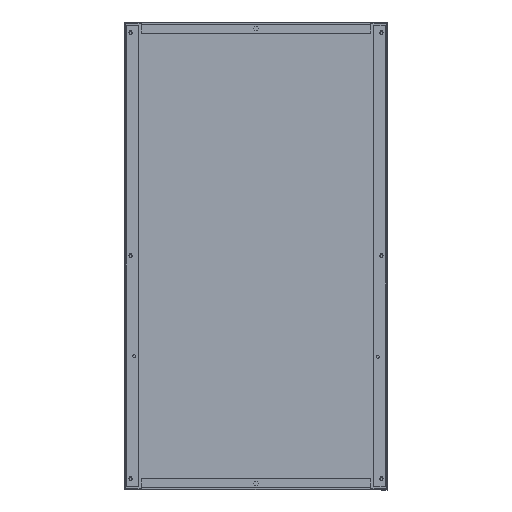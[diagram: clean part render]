
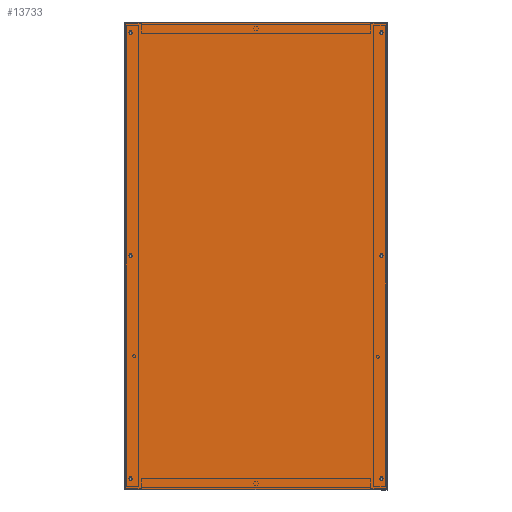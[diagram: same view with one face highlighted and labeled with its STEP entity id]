
A CAD part, top view. The second image highlights one B-rep face of the part: STEP entity #13733.
In plain terms, the highlighted planar face has unit normal (0, 0, 1).
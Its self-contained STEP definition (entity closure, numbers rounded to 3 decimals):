
#13733=ADVANCED_FACE('',(#28210,#28212,#28214,#28216,#28218,#28220,#28222),#28224,
.T.);
#28210=FACE_BOUND('',#28211,.T.);
#28211=EDGE_LOOP('',(#36788,#36789,#36790,#36791,#36792,#36793,#36794,#36795));
#28212=FACE_BOUND('',#28213,.T.);
#28213=EDGE_LOOP('',(#36796));
#28214=FACE_BOUND('',#28215,.T.);
#28215=EDGE_LOOP('',(#36797));
#28216=FACE_BOUND('',#28217,.T.);
#28217=EDGE_LOOP('',(#36798));
#28218=FACE_BOUND('',#28219,.T.);
#28219=EDGE_LOOP('',(#36799));
#28220=FACE_BOUND('',#28221,.T.);
#28221=EDGE_LOOP('',(#36800));
#28222=FACE_BOUND('',#28223,.T.);
#28223=EDGE_LOOP('',(#36801));
#28224=PLANE('',#28225);
#28225=AXIS2_PLACEMENT_3D('',#28226,#28227,#28228);
#28226=CARTESIAN_POINT('',(3193.528,2885.996,0.));
#28227=DIRECTION('',(0.,0.,1.));
#28228=DIRECTION('',(1.,0.,0.));
#36788=ORIENTED_EDGE('',*,*,#41097,.T.);
#36789=ORIENTED_EDGE('',*,*,#41098,.T.);
#36790=ORIENTED_EDGE('',*,*,#41099,.T.);
#36791=ORIENTED_EDGE('',*,*,#41100,.T.);
#36792=ORIENTED_EDGE('',*,*,#41101,.T.);
#36793=ORIENTED_EDGE('',*,*,#41102,.F.);
#36794=ORIENTED_EDGE('',*,*,#41103,.T.);
#36795=ORIENTED_EDGE('',*,*,#41104,.F.);
#36796=ORIENTED_EDGE('',*,*,#41085,.F.);
#36797=ORIENTED_EDGE('',*,*,#41087,.F.);
#36798=ORIENTED_EDGE('',*,*,#41089,.F.);
#36799=ORIENTED_EDGE('',*,*,#41091,.F.);
#36800=ORIENTED_EDGE('',*,*,#41093,.F.);
#36801=ORIENTED_EDGE('',*,*,#41095,.F.);
#41085=EDGE_CURVE('',#47588,#47588,#47589,.T.);
#41087=EDGE_CURVE('',#47592,#47592,#47593,.T.);
#41089=EDGE_CURVE('',#47596,#47596,#47597,.T.);
#41091=EDGE_CURVE('',#47600,#47600,#47601,.T.);
#41093=EDGE_CURVE('',#47604,#47604,#47605,.T.);
#41095=EDGE_CURVE('',#47608,#47608,#47609,.T.);
#41097=EDGE_CURVE('',#47612,#47613,#47614,.T.);
#41098=EDGE_CURVE('',#47613,#47615,#47616,.T.);
#41099=EDGE_CURVE('',#47615,#47617,#47618,.T.);
#41100=EDGE_CURVE('',#47617,#47619,#47620,.T.);
#41101=EDGE_CURVE('',#47619,#47621,#47622,.T.);
#41102=EDGE_CURVE('',#47623,#47621,#47624,.T.);
#41103=EDGE_CURVE('',#47623,#47625,#47626,.T.);
#41104=EDGE_CURVE('',#47612,#47625,#47627,.T.);
#47588=VERTEX_POINT('',#65860);
#47589=CIRCLE('',#65861,2.25);
#47592=VERTEX_POINT('',#65870);
#47593=CIRCLE('',#65871,2.25);
#47596=VERTEX_POINT('',#65880);
#47597=CIRCLE('',#65881,2.25);
#47600=VERTEX_POINT('',#65890);
#47601=CIRCLE('',#65891,2.25);
#47604=VERTEX_POINT('',#65900);
#47605=CIRCLE('',#65901,2.25);
#47608=VERTEX_POINT('',#65910);
#47609=CIRCLE('',#65911,2.25);
#47612=VERTEX_POINT('',#65920);
#47613=VERTEX_POINT('',#65921);
#47614=CIRCLE('',#65922,1.5);
#47615=VERTEX_POINT('',#65926);
#47616=LINE('',#65927,#65928);
#47617=VERTEX_POINT('',#65930);
#47618=CIRCLE('',#65931,1.5);
#47619=VERTEX_POINT('',#65935);
#47620=LINE('',#65936,#65937);
#47621=VERTEX_POINT('',#65939);
#47622=CIRCLE('',#65940,1.5);
#47623=VERTEX_POINT('',#65944);
#47624=LINE('',#65945,#65946);
#47625=VERTEX_POINT('',#65948);
#47626=CIRCLE('',#65949,1.5);
#47627=LINE('',#65953,#65954);
#65860=CARTESIAN_POINT('',(3591.492,2526.261,0.));
#65861=AXIS2_PLACEMENT_3D('',#65862,#65863,#65864);
#65862=CARTESIAN_POINT('',(3589.242,2526.261,0.));
#65863=DIRECTION('',(0.,0.,1.));
#65864=DIRECTION('',(-1.,0.,0.));
#65870=CARTESIAN_POINT('',(3205.012,2526.261,0.));
#65871=AXIS2_PLACEMENT_3D('',#65872,#65873,#65874);
#65872=CARTESIAN_POINT('',(3202.762,2526.261,0.));
#65873=DIRECTION('',(0.,0.,1.));
#65874=DIRECTION('',(-1.,0.,0.));
#65880=CARTESIAN_POINT('',(3205.012,2182.5,0.));
#65881=AXIS2_PLACEMENT_3D('',#65882,#65883,#65884);
#65882=CARTESIAN_POINT('',(3202.762,2182.5,0.));
#65883=DIRECTION('',(0.,0.,1.));
#65884=DIRECTION('',(-1.,0.,0.));
#65890=CARTESIAN_POINT('',(3591.492,2182.5,0.));
#65891=AXIS2_PLACEMENT_3D('',#65892,#65893,#65894);
#65892=CARTESIAN_POINT('',(3589.242,2182.5,0.));
#65893=DIRECTION('',(0.,0.,1.));
#65894=DIRECTION('',(-1.,0.,0.));
#65900=CARTESIAN_POINT('',(3591.492,2870.022,0.));
#65901=AXIS2_PLACEMENT_3D('',#65902,#65903,#65904);
#65902=CARTESIAN_POINT('',(3589.242,2870.022,0.));
#65903=DIRECTION('',(0.,0.,1.));
#65904=DIRECTION('',(-1.,0.,0.));
#65910=CARTESIAN_POINT('',(3205.012,2870.022,0.));
#65911=AXIS2_PLACEMENT_3D('',#65912,#65913,#65914);
#65912=CARTESIAN_POINT('',(3202.762,2870.022,0.));
#65913=DIRECTION('',(0.,0.,1.));
#65914=DIRECTION('',(-1.,0.,0.));
#65920=CARTESIAN_POINT('',(3194.938,2885.486,0.));
#65921=CARTESIAN_POINT('',(3194.117,2884.617,0.));
#65922=AXIS2_PLACEMENT_3D('',#65923,#65924,#65925);
#65923=CARTESIAN_POINT('',(3193.528,2885.996,0.));
#65924=DIRECTION('',(0.,0.,-1.));
#65925=DIRECTION('',(0.94,-0.34,0.));
#65926=CARTESIAN_POINT('',(3194.117,2167.906,0.));
#65927=CARTESIAN_POINT('',(3194.117,2884.617,0.));
#65928=VECTOR('',#65929,1.);
#65929=DIRECTION('',(0.,-1.,0.));
#65930=CARTESIAN_POINT('',(3194.938,2167.037,0.));
#65931=AXIS2_PLACEMENT_3D('',#65932,#65933,#65934);
#65932=CARTESIAN_POINT('',(3193.528,2166.526,0.));
#65933=DIRECTION('',(0.,0.,-1.));
#65934=DIRECTION('',(0.393,0.92,0.));
#65935=CARTESIAN_POINT('',(3597.065,2167.037,0.));
#65936=CARTESIAN_POINT('',(3194.938,2167.037,0.));
#65937=VECTOR('',#65938,1.);
#65938=DIRECTION('',(1.,0.,0.));
#65939=CARTESIAN_POINT('',(3597.887,2167.906,0.));
#65940=AXIS2_PLACEMENT_3D('',#65941,#65942,#65943);
#65941=CARTESIAN_POINT('',(3598.476,2166.526,0.));
#65942=DIRECTION('',(0.,0.,-1.));
#65943=DIRECTION('',(-0.94,0.34,0.));
#65944=CARTESIAN_POINT('',(3597.887,2884.617,0.));
#65945=CARTESIAN_POINT('',(3597.887,2884.617,0.));
#65946=VECTOR('',#65947,1.);
#65947=DIRECTION('',(0.,-1.,0.));
#65948=CARTESIAN_POINT('',(3597.065,2885.486,0.));
#65949=AXIS2_PLACEMENT_3D('',#65950,#65951,#65952);
#65950=CARTESIAN_POINT('',(3598.476,2885.996,0.));
#65951=DIRECTION('',(0.,0.,-1.));
#65952=DIRECTION('',(-0.393,-0.92,0.));
#65953=CARTESIAN_POINT('',(3194.938,2885.486,0.));
#65954=VECTOR('',#65955,1.);
#65955=DIRECTION('',(1.,0.,0.));
